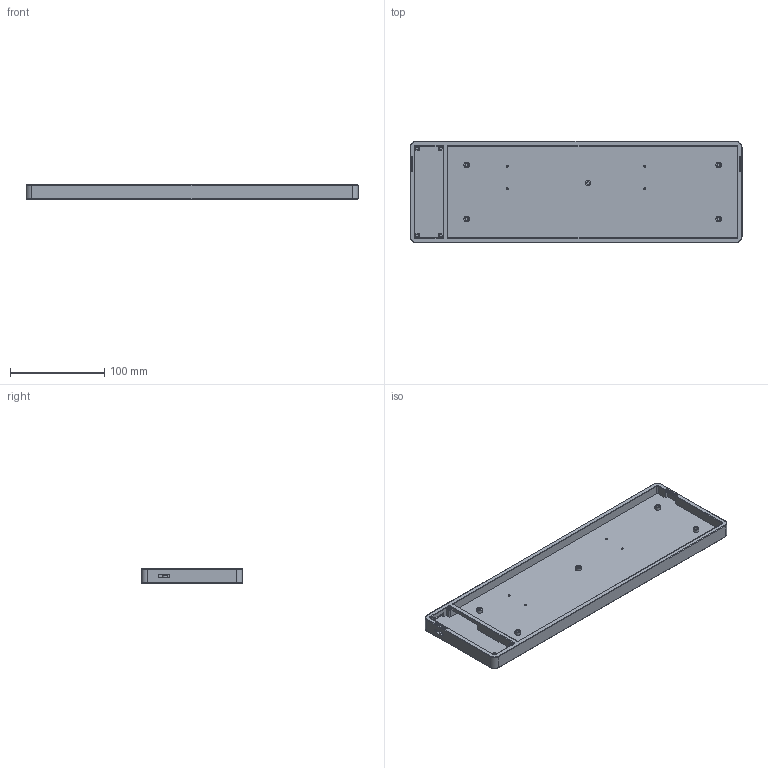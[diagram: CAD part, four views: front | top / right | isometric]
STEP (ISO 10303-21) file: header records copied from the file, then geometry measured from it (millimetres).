
FILE_DESCRIPTION(('FreeCAD Model'),'2;1');
FILE_NAME('Open CASCADE Shape Model','2025-10-13T02:33:39',(''),(''), 'Open CASCADE STEP processor 7.9','FreeCAD','Unknown');
FILE_SCHEMA(('AUTOMOTIVE_DESIGN { 1 0 10303 214 1 1 1 1 }'));
Length unit declared in the file: millimetre
Products named in the file (1): Enclosure
Bounding box: 351.5 x 107.25 x 15 mm (x, y, z)
Volume: 231396.6 mm3; surface area: 100698.4 mm2
Topology: 1 solids, 1 shells, 200 faces, 507 edges, 326 vertices
Faces by surface type: plane 94, cylinder 86, torus 16, cone 4
Full cylindrical faces by diameter (mm): 2.2 x4, 3 x9, 6 x5
Entity records: 6093 total; most frequent: DIRECTION 1101, CARTESIAN_POINT 1034, ORIENTED_EDGE 1014, EDGE_CURVE 507, AXIS2_PLACEMENT_3D 393, VERTEX_POINT 326, LINE 315, VECTOR 315
